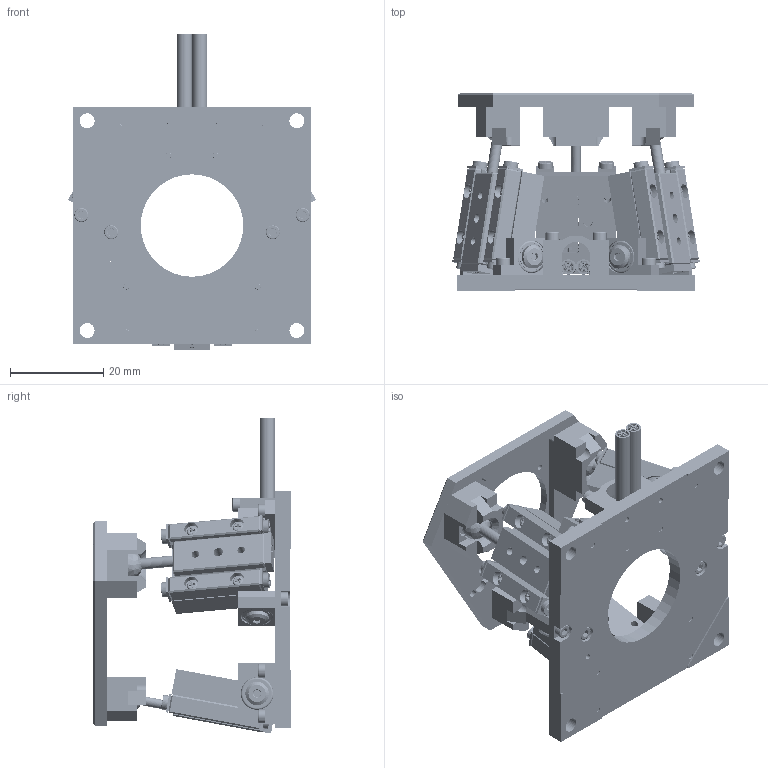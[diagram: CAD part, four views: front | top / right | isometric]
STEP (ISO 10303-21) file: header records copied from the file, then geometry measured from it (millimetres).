
FILE_DESCRIPTION (( 'STEP AP214' ), '1' );
FILE_NAME ('Tribot-50-11300.STEP', '2026-01-05T18:46:50', ( '' ), ( '' ), 'SwSTEP 2.0', 'SolidWorks 2023', '' );
FILE_SCHEMA (( 'AUTOMOTIVE_DESIGN' ));
Length unit declared in the file: millimetre
Products named in the file (26): 431733 Bracket, Radial Ball Bearing, Side Mount, X-BOT-50_top screw extend; 431735 Shaft, 0-80 to M2 Thread, X-BOT-50_M2 to 2-56 with relief; 431737 Base, PP-18, L20 for Hexabot_20; 431734 Bracket, Radial Ball Bearing, Front Mount, X-BOT-50_top screw; SCREW, MS-PPH, M-JCIS_M1.6 x 0.35 x 5mm; 130387-101 Ball, 1''4in Diameter, 0-80 thread; 431727 Tripod Base, Tri-Bot-50_50mm; IKO Bearing, Center Way, no end plate_SVW 1020 IKO; SCREW, SHCS-S, M-DIN_M1.6 x 0.35 x 05mm; 431731 Lid, Ball Joint, 1''4in Ball_full chamfer; Cooner Black Cable_L30; SCREW, SHCS-S, M-DIN_M1.6 x 0.35 x 10mm; NB Slide Way SVW 1000 Rail_SVW 1020 IKO; SCREW, SHCS-S, M-DIN_M1.6 x 0.35 x 03mm; PP-18-C0011; 431735 Shaft, 0-80 to M2 Thread, X-BOT-50_M2 to 0-80; SCREW, MS-PPH, M-JCIS_M1.6 x 0.35 x 4mm; Tribot-50-11300; Ball Joint Subassembly, Hexabot-50_no ball; 430415 PPS 20, Back Cover, W20_MOD for Hexabot-50; 90323A602_18-8 Stainless Steel Low-Profile Precision Shoulder Screw_90323A602; 431730 Base, Ball Joint, 1''4in Ball; 431789 Cable Clamp, X-BOT-50; 130093-101 Bearing, Roller, 3x7x3mm; 431728 Carriage, X-BOT-50_oversize; 431732 Bracket, Radial Ball Bearing, Bottom Mount, X-BOT-50
Assembly tree (72 placements, depth 3):
  Tribot-50-11300
    431727 Tripod Base, Tri-Bot-50_50mm
    431732 Bracket, Radial Ball Bearing, Bottom Mount, X-BOT-50  x2
    431734 Bracket, Radial Ball Bearing, Front Mount, X-BOT-50_top screw  x2
    431733 Bracket, Radial Ball Bearing, Side Mount, X-BOT-50_top screw extend  x2
    431728 Carriage, X-BOT-50_oversize
    Cooner Black Cable_L30  x2
    PP-18-C0011  x3
      431737 Base, PP-18, L20 for Hexabot_20
      IKO Bearing, Center Way, no end plate_SVW 1020 IKO
      NB Slide Way SVW 1000 Rail_SVW 1020 IKO
      SCREW, MS-PPH, M-JCIS_M1.6 x 0.35 x 5mm
      430415 PPS 20, Back Cover, W20_MOD for Hexabot-50
    Ball Joint Subassembly, Hexabot-50_no ball  x3
      431730 Base, Ball Joint, 1''4in Ball
      431731 Lid, Ball Joint, 1''4in Ball_full chamfer
    431735 Shaft, 0-80 to M2 Thread, X-BOT-50_M2 to 2-56 with relief  x2
    431735 Shaft, 0-80 to M2 Thread, X-BOT-50_M2 to 0-80
    130387-101 Ball, 1''4in Diameter, 0-80 thread  x3
    130093-101 Bearing, Roller, 3x7x3mm  x6
    90323A602_18-8 Stainless Steel Low-Profile Precision Shoulder Screw_90323A602  x6
    SCREW, MS-PPH, M-JCIS_M1.6 x 0.35 x 4mm  x12
    SCREW, SHCS-S, M-DIN_M1.6 x 0.35 x 05mm  x8
    SCREW, SHCS-S, M-DIN_M1.6 x 0.35 x 03mm  x4
    431789 Cable Clamp, X-BOT-50
    SCREW, SHCS-S, M-DIN_M1.6 x 0.35 x 10mm  x2
Bounding box: 53.21 x 42.52 x 67.61 mm (x, y, z)
Volume: 22358.6 mm3; surface area: 30658.4 mm2
Topology: 114 solids, 114 shells, 3631 faces, 8942 edges, 5724 vertices
Faces by surface type: plane 1774, cylinder 1180, torus 400, cone 189, bspline 88
Entity records: 81658 total; most frequent: CARTESIAN_POINT 55681, DIRECTION 5231, ORIENTED_EDGE 5176, EDGE_CURVE 2588, AXIS2_PLACEMENT_3D 1935, VERTEX_POINT 1683, VECTOR 1361, LINE 1361
